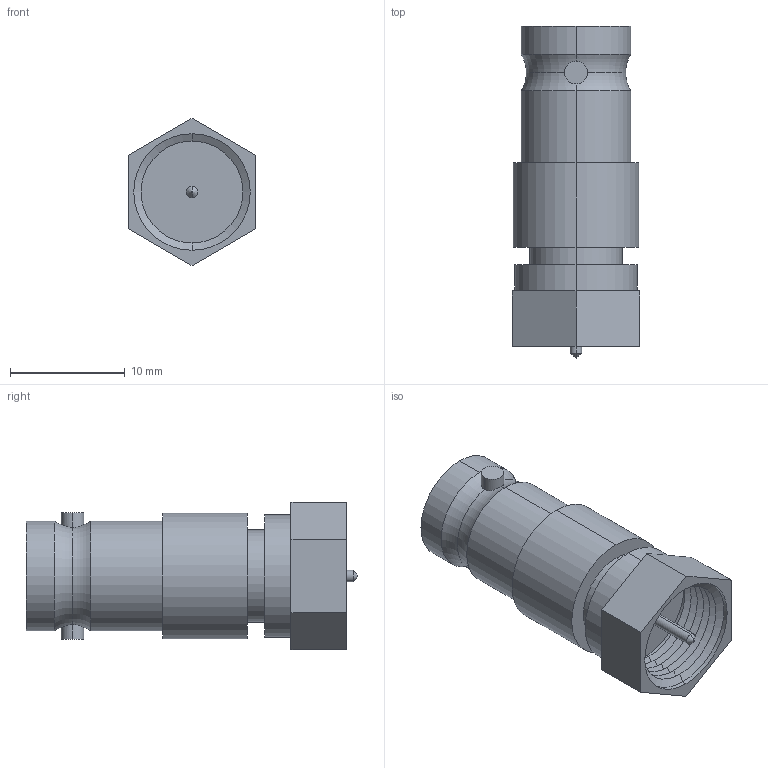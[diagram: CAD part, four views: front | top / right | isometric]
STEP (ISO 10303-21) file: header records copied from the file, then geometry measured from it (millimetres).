
FILE_DESCRIPTION (( 'STEP AP203' ), '1' );
FILE_NAME ('BA037.STEP', '2006-06-30T19:23:31', ( ' ' ), ( ' ' ), 'SwSTEP 2.0', 'SolidWorks 2005354', '' );
FILE_SCHEMA (( 'CONFIG_CONTROL_DESIGN' ));
Length unit declared in the file: inch
Products named in the file (1): BA037
Bounding box: 11.13 x 28.96 x 12.85 mm (x, y, z)
Volume: 1535 mm3; surface area: 1847.2 mm2
Topology: 1 solids, 1 shells, 89 faces, 192 edges, 114 vertices
Faces by surface type: cylinder 36, cone 26, plane 23, torus 4
Entity records: 2549 total; most frequent: CARTESIAN_POINT 492, DIRECTION 452, ORIENTED_EDGE 384, EDGE_CURVE 192, AXIS2_PLACEMENT_3D 186, VERTEX_POINT 114, EDGE_LOOP 98, CIRCLE 96
